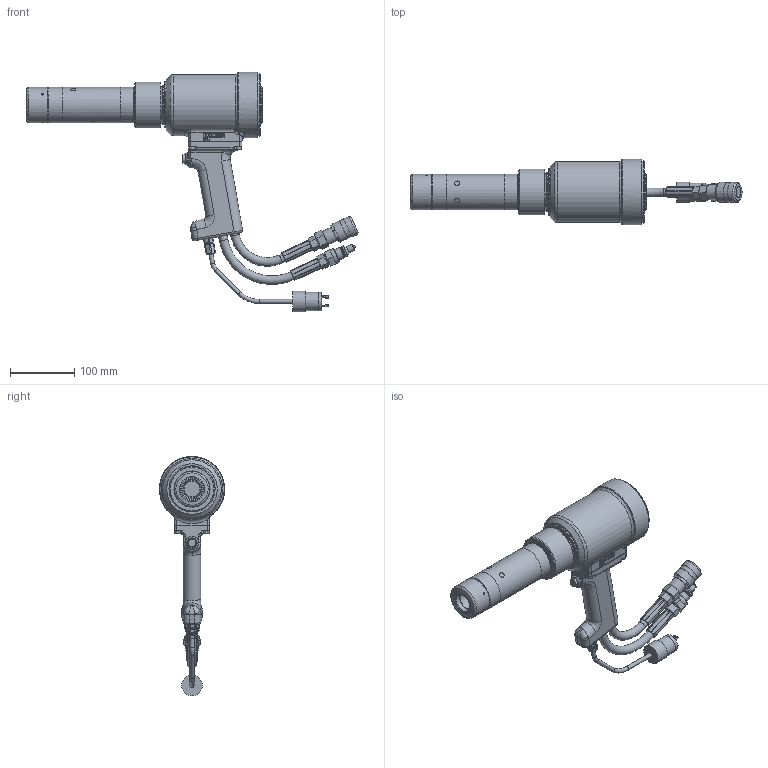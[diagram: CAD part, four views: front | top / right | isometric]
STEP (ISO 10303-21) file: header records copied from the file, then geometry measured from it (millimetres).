
FILE_DESCRIPTION(/* description */ (''),/* implementation_level */ '2;1');
FILE_NAME(/* name */ '3585_99-7831_CLR.stp',/* time_stamp */ '2016-02-01T22:49:06-05:00',/* author */ (''),/* organization */ (''),/* preprocessor_version */ 'ST-DEVELOPER v15',/* originating_system */ 'SIEMENS PLM Software NX 9.0',/* authorisation */ '');
FILE_SCHEMA (('CONFIG_CONTROL_DESIGN'));
Length unit declared in the file: inch
Products named in the file (39): 129786; 128743; 500779-120361; 123681; 122633; 123682; 126107-6-NPT; 504639_3585; 501160; 129197; 129378_COMPONENTS; 129393; 128673_MODEL; 128675; 129198; 100247_MM1; 100248; 507418; 129196; 120653_MODEL; 128705-3585; 110686; 500102; 501030; 110438; 110439; 501731; 128777; 106688; 129008; 128805_MODEL; 129789_MODEL; 120361_MODEL; 505344_COMPONENTS; 126107-6-3585_MODEL; 126107-6-3585-2_MODEL; 126203_MODEL; 99-7836_COMPONENTS; 3585_stp
Assembly tree (43 placements, depth 3):
  3585_stp
    128805_MODEL
    129008
    106688
    99-7836_COMPONENTS
      129393
      129378_COMPONENTS
    126203_MODEL
      129197
      501160
      504639_3585
    128777
    501731
    110439
    110438
    501030
    500102  x4
    110686
    128705-3585
    126107-6-3585-2_MODEL
      126107-6-NPT
    126107-6-3585_MODEL
      126107-6-NPT
    505344_COMPONENTS
      123682
      122633
      123681
    120653_MODEL
    129196
    507418
    120361_MODEL
      500779-120361
      128743
    100248
    100247_MM1  x2
    129198
    129789_MODEL
      129786
    128675
    128673_MODEL
Bounding box: 517.78 x 101.89 x 373.23 mm (x, y, z)
Volume: 3510892.4 mm3; surface area: 795742.2 mm2
Topology: 47 solids, 47 shells, 1966 faces, 4769 edges, 3028 vertices
Faces by surface type: plane 750, cylinder 608, cone 243, torus 179, extrusion 118, bspline 66, revolution 2
Full cylindrical faces by diameter (mm): 1.524 x3, 2.54 x5, 2.743 x2, 2.794 x1, 3.175 x3, 3.404 x1, 3.454 x3, 3.467 x6, 3.81 x1, 4.064 x4, 4.826 x4, 5.41 x4, 5.613 x4, 6.35 x18, 6.985 x1, 7.925 x6, 7.938 x2, 7.963 x4, 8.89 x1, 9.347 x1, 10.16 x2, 10.477 x1, 10.858 x3, 11.138 x2, 11.326 x1, 11.544 x1, 12.7 x5, 12.89 x1, 13.335 x12, 13.398 x1
Entity records: 66508 total; most frequent: CARTESIAN_POINT 22204, DIRECTION 7950, ORIENTED_EDGE 7636, EDGE_CURVE 3818, AXIS2_PLACEMENT_3D 3130, VERTEX_POINT 2721, EDGE_LOOP 2633, ADVANCED_FACE 1868
